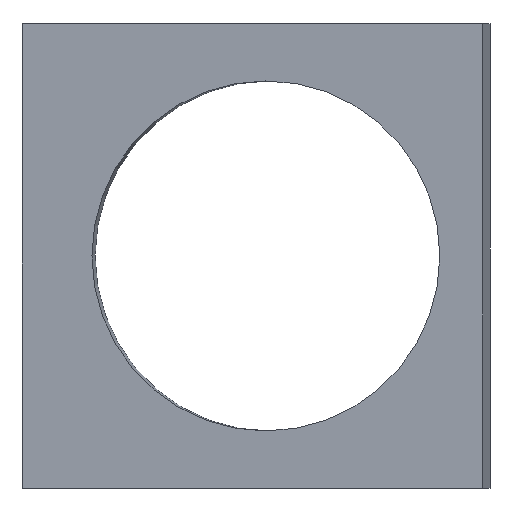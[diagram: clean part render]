
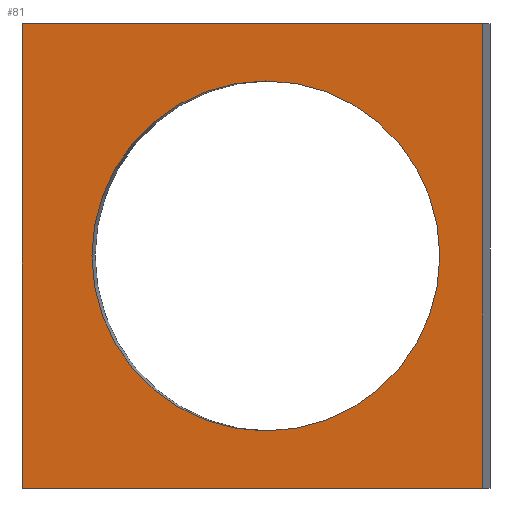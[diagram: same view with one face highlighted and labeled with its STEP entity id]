
A CAD part, top view. The second image highlights one B-rep face of the part: STEP entity #81.
In plain terms, the highlighted planar face has unit normal (-0.108, 0, 0.994).
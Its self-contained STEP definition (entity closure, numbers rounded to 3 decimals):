
#81 = ADVANCED_FACE( '', ( #103, #104 ), #105, .T. );
#103 = FACE_OUTER_BOUND( '', #132, .T. );
#104 = FACE_BOUND( '', #133, .T. );
#105 = PLANE( '', #134 );
#132 = EDGE_LOOP( '', ( #191, #192, #193, #194 ) );
#133 = EDGE_LOOP( '', ( #195, #196 ) );
#134 = AXIS2_PLACEMENT_3D( '', #197, #198, #199 );
#191 = ORIENTED_EDGE( '', *, *, #262, .T. );
#192 = ORIENTED_EDGE( '', *, *, #252, .T. );
#193 = ORIENTED_EDGE( '', *, *, #249, .T. );
#194 = ORIENTED_EDGE( '', *, *, #263, .T. );
#195 = ORIENTED_EDGE( '', *, *, #264, .F. );
#196 = ORIENTED_EDGE( '', *, *, #265, .F. );
#197 = CARTESIAN_POINT( '', ( 21.364, 0., -196.919 ) );
#198 = DIRECTION( '', ( -0.108, 0., 0.994 ) );
#199 = DIRECTION( '', ( 0., 1., 0. ) );
#249 = EDGE_CURVE( '', #279, #283, #285, .T. );
#252 = EDGE_CURVE( '', #287, #279, #290, .T. );
#262 = EDGE_CURVE( '', #305, #287, #306, .T. );
#263 = EDGE_CURVE( '', #283, #305, #307, .T. );
#264 = EDGE_CURVE( '', #308, #309, #310, .T. );
#265 = EDGE_CURVE( '', #309, #308, #311, .T. );
#279 = VERTEX_POINT( '', #325 );
#283 = VERTEX_POINT( '', #331 );
#285 = LINE( '', #334, #335 );
#287 = VERTEX_POINT( '', #337 );
#290 = LINE( '', #342, #343 );
#305 = VERTEX_POINT( '', #362 );
#306 = LINE( '', #363, #364 );
#307 = LINE( '', #365, #366 );
#308 = VERTEX_POINT( '', #367 );
#309 = VERTEX_POINT( '', #368 );
#310 = CIRCLE( '', #369, 77.25 );
#311 = CIRCLE( '', #370, 77.25 );
#325 = CARTESIAN_POINT( '', ( 20391.166, -102.6, 2013.072 ) );
#331 = CARTESIAN_POINT( '', ( 20594.672, -102.6, 2035.151 ) );
#334 = CARTESIAN_POINT( '', ( 20492.919, -102.6, 2024.112 ) );
#335 = VECTOR( '', #393, 1000. );
#337 = CARTESIAN_POINT( '', ( 20391.166, 102.6, 2013.072 ) );
#342 = CARTESIAN_POINT( '', ( 20391.166, 0., 2013.072 ) );
#343 = VECTOR( '', #396, 1000. );
#362 = CARTESIAN_POINT( '', ( 20594.672, 102.6, 2035.151 ) );
#363 = CARTESIAN_POINT( '', ( 20492.919, 102.6, 2024.112 ) );
#364 = VECTOR( '', #416, 1000. );
#365 = CARTESIAN_POINT( '', ( 20594.672, 0., 2035.151 ) );
#366 = VECTOR( '', #417, 1000. );
#367 = CARTESIAN_POINT( '', ( 20498.834, 77.25, 2024.753 ) );
#368 = CARTESIAN_POINT( '', ( 20498.834, -77.25, 2024.753 ) );
#369 = AXIS2_PLACEMENT_3D( '', #418, #419, #420 );
#370 = AXIS2_PLACEMENT_3D( '', #421, #422, #423 );
#393 = DIRECTION( '', ( 0.994, 0., 0.108 ) );
#396 = DIRECTION( '', ( 0., -1., 0. ) );
#416 = DIRECTION( '', ( -0.994, 0., -0.108 ) );
#417 = DIRECTION( '', ( 0., 1., 0. ) );
#418 = CARTESIAN_POINT( '', ( 20498.834, 0., 2024.753 ) );
#419 = DIRECTION( '', ( -0.108, 0., 0.994 ) );
#420 = DIRECTION( '', ( 0.994, 0., 0.108 ) );
#421 = CARTESIAN_POINT( '', ( 20498.834, 0., 2024.753 ) );
#422 = DIRECTION( '', ( -0.108, 0., 0.994 ) );
#423 = DIRECTION( '', ( 0.994, 0., 0.108 ) );
